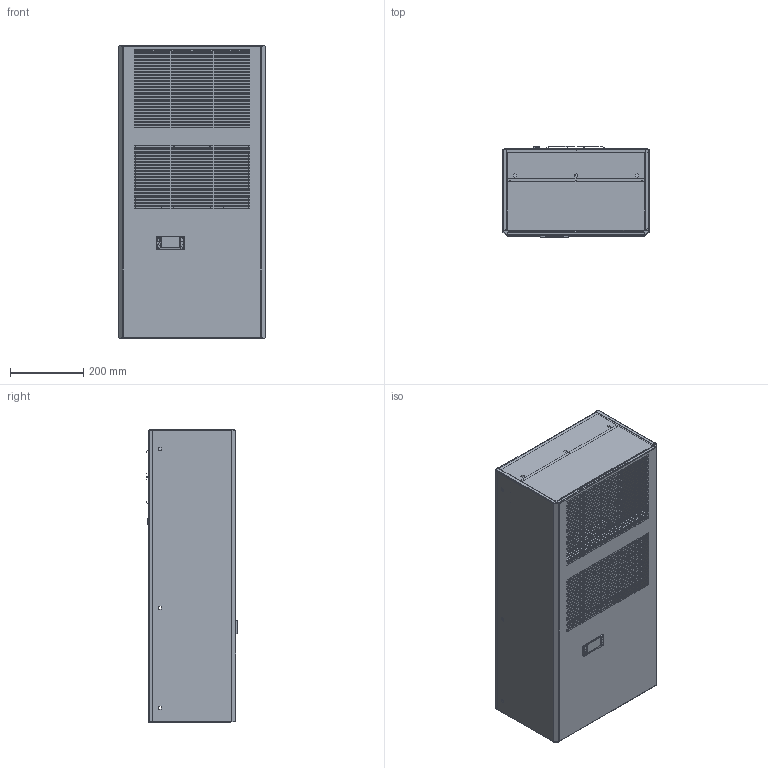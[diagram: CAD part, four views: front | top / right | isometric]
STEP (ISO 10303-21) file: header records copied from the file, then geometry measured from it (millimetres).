
FILE_DESCRIPTION(/* description */ (''),/* implementation_level */ '2;1');
FILE_NAME(/* name */ 'AVC145',/* time_stamp */ '2023-11-16T17:07:41+01:00',/* author */ (''),/* organization */ (''),/* preprocessor_version */ 'ST-DEVELOPER v16.5',/* originating_system */ '',/* authorisation */ '');
FILE_SCHEMA (('AUTOMOTIVE_DESIGN'));
Products named in the file (1): Document
Bounding box: 400 x 249.56 x 799.5 mm (x, y, z)
Volume: 3287789.9 mm3; surface area: 4870572.4 mm2
Topology: 59 solids, 1780 shells, 4364 faces, 15517 edges, 12897 vertices
Faces by surface type: plane 3071, bspline 1293
Entity records: 239567 total; most frequent: CARTESIAN_POINT 131307, ORIENTED_EDGE 22745, EDGE_CURVE 15469, VERTEX_POINT 12881, B_SPLINE_CURVE_WITH_KNOTS 12359, EDGE_LOOP 5669, ADVANCED_FACE 4364, FACE_OUTER_BOUND 4364
